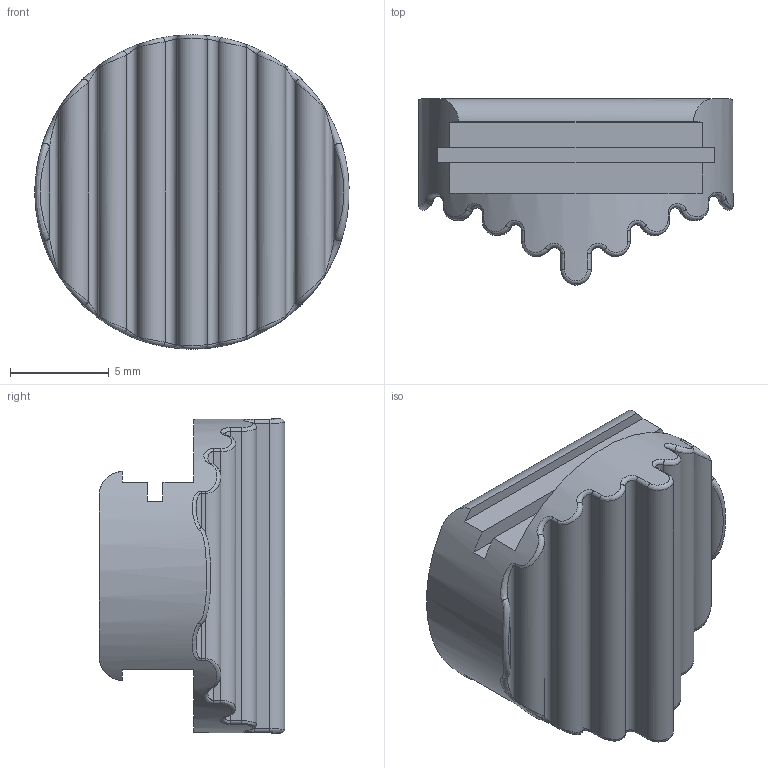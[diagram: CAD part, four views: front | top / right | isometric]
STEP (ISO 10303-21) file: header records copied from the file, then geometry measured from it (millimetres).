
FILE_DESCRIPTION(/* description */ ('STEP AP214'),/* implementation_level */ '2;1');
FILE_NAME(/* name */ '6019ae11fb771c15de22c0bb',/* time_stamp */ '2021-02-02T19:54:59+00:00',/* author */ (''),/* organization */ (''),/* preprocessor_version */ 'ST-DEVELOPER v18.1',/* originating_system */ ' ',/* authorisation */ ' ');
FILE_SCHEMA (('AUTOMOTIVE_DESIGN {1 0 10303 214 3 1 1}'));
Length unit declared in the file: metre
Products named in the file (1): Part 1
Bounding box: 15.87 x 9.39 x 15.88 mm (x, y, z)
Volume: 1115.3 mm3; surface area: 864.9 mm2
Topology: 1 solids, 1 shells, 87 faces, 206 edges, 121 vertices
Faces by surface type: cylinder 36, bspline 32, plane 19
Full cylindrical faces by diameter (mm): 15.875 x1
Entity records: 3332 total; most frequent: CARTESIAN_POINT 1544, ORIENTED_EDGE 408, DIRECTION 308, EDGE_CURVE 204, VERTEX_POINT 120, AXIS2_PLACEMENT_3D 116, EDGE_LOOP 88, FACE_BOUND 88
